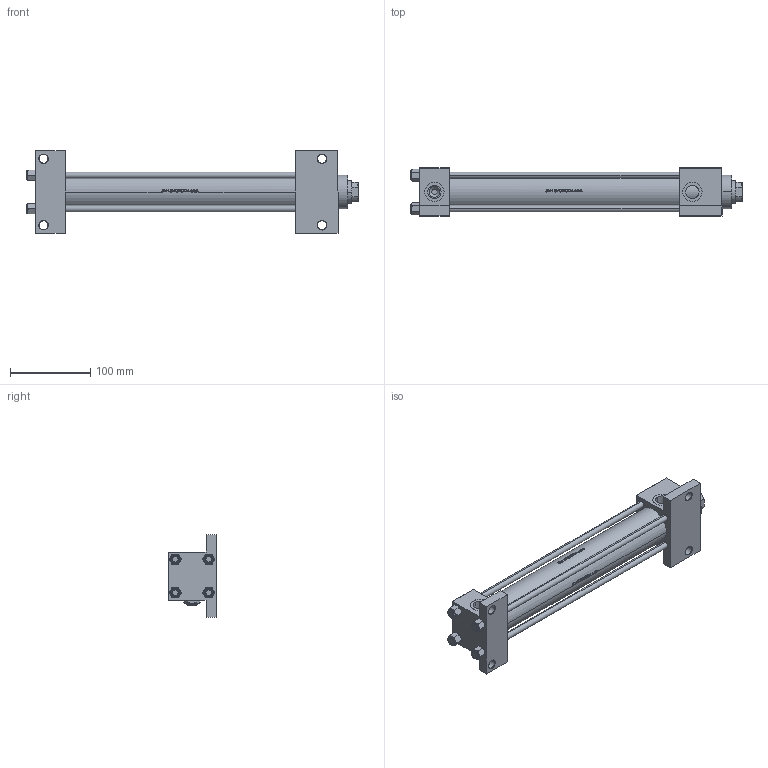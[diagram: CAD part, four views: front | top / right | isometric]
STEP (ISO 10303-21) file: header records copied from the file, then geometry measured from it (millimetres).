
FILE_DESCRIPTION (( 'STEP AP203' ), '1' );
FILE_NAME ('da5f.STEP', '2022-04-16T02:06:56', ( '' ), ( '' ), 'SwSTEP 2.0', 'SolidWorks 2019', '' );
FILE_SCHEMA (( 'CONFIG_CONTROL_DESIGN' ));
Length unit declared in the file: millimetre
Products named in the file (7): V215CR_VCP_G 6076d54daeca124c51f0d336c15134ab; V215_VC_A 6076d54daeca124c51f0d336c15134ab; Zatka_pro_OIL_PORT 6076d54daeca124c51f0d336c15134ab; V215CR_G_TYCINKA 6076d54daeca124c51f0d336c15134ab; V215CR_G_Body 6076d54daeca124c51f0d336c15134ab; NUT_M5_G 6076d54daeca124c51f0d336c15134ab; da5f
Assembly tree (17 placements, depth 2):
  da5f
    V215CR_G_Body 6076d54daeca124c51f0d336c15134ab
    V215CR_VCP_G 6076d54daeca124c51f0d336c15134ab
    V215CR_G_TYCINKA 6076d54daeca124c51f0d336c15134ab  x6
    NUT_M5_G 6076d54daeca124c51f0d336c15134ab  x6
    V215_VC_A 6076d54daeca124c51f0d336c15134ab
    Zatka_pro_OIL_PORT 6076d54daeca124c51f0d336c15134ab  x2
Bounding box: 415 x 60 x 103 mm (x, y, z)
Volume: 786751.1 mm3; surface area: 248595.1 mm2
Topology: 17 solids, 17 shells, 1270 faces, 3152 edges, 2003 vertices
Faces by surface type: plane 500, bspline 380, cone 230, cylinder 148, torus 12
Entity records: 49621 total; most frequent: CARTESIAN_POINT 26506, ORIENTED_EDGE 5268, DIRECTION 3300, EDGE_CURVE 2634, VERTEX_POINT 1705, VECTOR 1342, LINE 1342, EDGE_LOOP 1133
